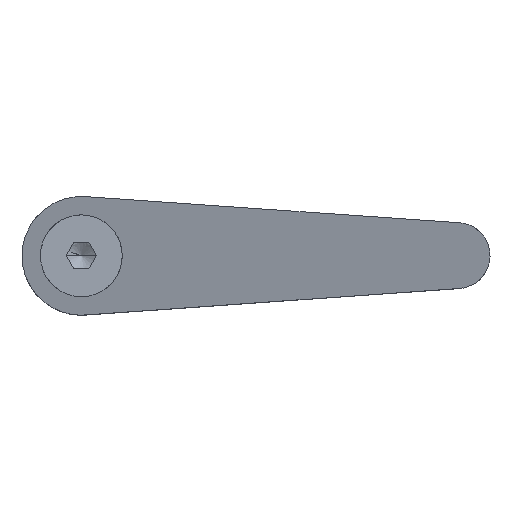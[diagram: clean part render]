
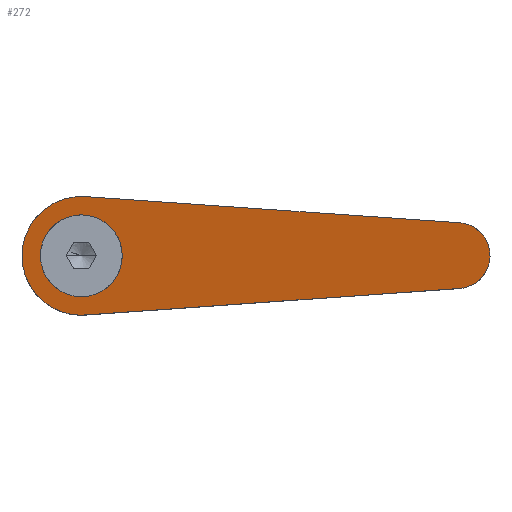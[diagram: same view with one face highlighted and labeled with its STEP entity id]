
A CAD part, top view. The second image highlights one B-rep face of the part: STEP entity #272.
In plain terms, the highlighted planar face has unit normal (-0.266, 0, 0.964).
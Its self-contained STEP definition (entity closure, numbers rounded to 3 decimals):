
#212=VERTEX_POINT('',#571);
#224=EDGE_CURVE('',#382,#298,#584,.T.);
#248=EDGE_CURVE('',#436,#332,#613,.T.);
#272=ADVANCED_FACE('',(#640,#641),#642,.F.);
#276=EDGE_CURVE('',#470,#382,#646,.T.);
#296=EDGE_CURVE('',#298,#470,#668,.T.);
#298=VERTEX_POINT('',#670);
#306=VERTEX_POINT('',#678);
#330=EDGE_CURVE('',#212,#436,#704,.T.);
#332=VERTEX_POINT('',#706);
#336=VERTEX_POINT('',#710);
#382=VERTEX_POINT('',#766);
#416=EDGE_CURVE('',#306,#212,#801,.T.);
#436=VERTEX_POINT('',#823);
#470=VERTEX_POINT('',#858);
#506=EDGE_CURVE('',#332,#336,#897,.T.);
#530=EDGE_CURVE('',#336,#306,#925,.T.);
#571=CARTESIAN_POINT('',(-9.,0.,58.1));
#584=ELLIPSE('',#1002,6.431,6.2);
#613=LINE('',#1039,#1040);
#640=FACE_OUTER_BOUND('',#1088,.T.);
#641=FACE_BOUND('',#1089,.T.);
#642=PLANE('',#1090);
#646=ELLIPSE('',#1095,6.431,6.2);
#668=ELLIPSE('',#1126,6.431,6.2);
#670=CARTESIAN_POINT('',(0.,6.2,60.579));
#678=CARTESIAN_POINT('',(0.632,8.978,60.753));
#704=ELLIPSE('',#1184,9.335,9.);
#706=CARTESIAN_POINT('',(57.351,-4.988,76.379));
#710=CARTESIAN_POINT('',(57.351,4.988,76.379));
#766=CARTESIAN_POINT('',(0.,-6.2,60.579));
#801=ELLIPSE('',#1335,9.335,9.);
#823=CARTESIAN_POINT('',(0.632,-8.978,60.753));
#858=CARTESIAN_POINT('',(-1.001,6.119,60.304));
#897=ELLIPSE('',#1474,5.186,5.);
#925=LINE('',#1519,#1520);
#1002=AXIS2_PLACEMENT_3D('',#1573,#1574,#1575);
#1039=CARTESIAN_POINT('',(59.719,-4.821,77.031));
#1040=VECTOR('',#1618,1.0);
#1088=EDGE_LOOP('',(#1649,#1650,#1651,#1652,#1653));
#1089=EDGE_LOOP('',(#1654,#1655,#1656));
#1090=AXIS2_PLACEMENT_3D('',#1657,#1658,#1659);
#1095=AXIS2_PLACEMENT_3D('',#1660,#1661,#1662);
#1126=AXIS2_PLACEMENT_3D('',#1686,#1687,#1688);
#1184=AXIS2_PLACEMENT_3D('',#1718,#1719,#1720);
#1335=AXIS2_PLACEMENT_3D('',#1827,#1828,#1829);
#1474=AXIS2_PLACEMENT_3D('',#1911,#1912,#1913);
#1519=CARTESIAN_POINT('',(33.351,6.676,69.767));
#1520=VECTOR('',#1952,1.0);
#1573=CARTESIAN_POINT('',(0.0,0.0,60.579));
#1574=DIRECTION('',(-0.266,0.,0.964));
#1575=DIRECTION('',(-0.964,0.0,-0.266));
#1618=DIRECTION('',(0.962,0.068,0.265));
#1649=ORIENTED_EDGE('',*,*,#416,.T.);
#1650=ORIENTED_EDGE('',*,*,#330,.T.);
#1651=ORIENTED_EDGE('',*,*,#248,.T.);
#1652=ORIENTED_EDGE('',*,*,#506,.T.);
#1653=ORIENTED_EDGE('',*,*,#530,.T.);
#1654=ORIENTED_EDGE('',*,*,#276,.F.);
#1655=ORIENTED_EDGE('',*,*,#296,.F.);
#1656=ORIENTED_EDGE('',*,*,#224,.F.);
#1657=CARTESIAN_POINT('',(27.678,0.,68.204));
#1658=DIRECTION('',(0.266,0.,-0.964));
#1659=DIRECTION('',(0.256,0.964,0.071));
#1660=CARTESIAN_POINT('',(0.0,0.0,60.579));
#1661=DIRECTION('',(-0.266,0.,0.964));
#1662=DIRECTION('',(-0.964,0.0,-0.266));
#1686=CARTESIAN_POINT('',(0.0,0.0,60.579));
#1687=DIRECTION('',(-0.266,0.,0.964));
#1688=DIRECTION('',(-0.964,0.0,-0.266));
#1718=CARTESIAN_POINT('',(0.,0.,60.579));
#1719=DIRECTION('',(-0.266,0.,0.964));
#1720=DIRECTION('',(-0.964,0.,-0.266));
#1827=CARTESIAN_POINT('',(0.,0.,60.579));
#1828=DIRECTION('',(-0.266,0.,0.964));
#1829=DIRECTION('',(-0.964,0.,-0.266));
#1911=CARTESIAN_POINT('',(57.0,0.0,76.282));
#1912=DIRECTION('',(-0.266,0.,0.964));
#1913=DIRECTION('',(0.964,0.,0.266));
#1952=DIRECTION('',(-0.962,0.068,-0.265));
